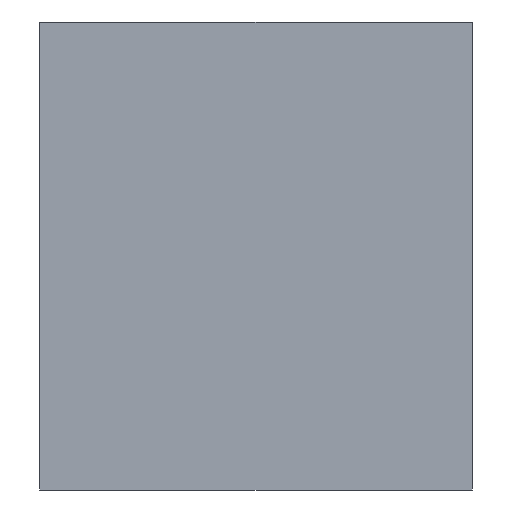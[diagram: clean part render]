
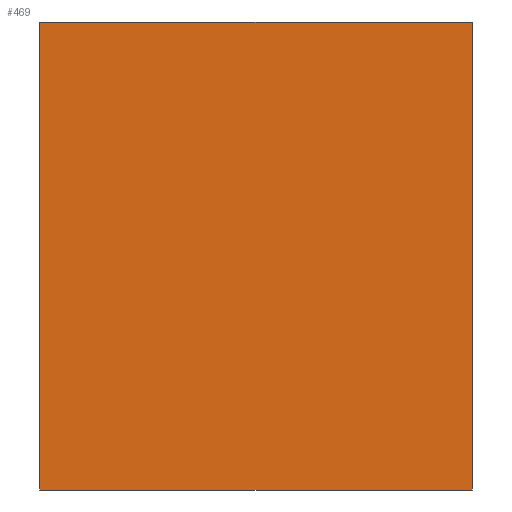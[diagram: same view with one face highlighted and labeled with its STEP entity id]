
A CAD part, front view. The second image highlights one B-rep face of the part: STEP entity #469.
In plain terms, the highlighted planar face has unit normal (0, -1, 0).
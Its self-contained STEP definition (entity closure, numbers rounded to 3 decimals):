
#19 = DIRECTION ( 'NONE',  ( 0., 0., 1. ) ) ;
#24 = DIRECTION ( 'NONE',  ( 1., 0., 0. ) ) ;
#30 = CARTESIAN_POINT ( 'NONE',  ( 0., 0., 0. ) ) ;
#57 = CARTESIAN_POINT ( 'NONE',  ( 0., 0., -40. ) ) ;
#64 = CARTESIAN_POINT ( 'NONE',  ( 37., 0., 0. ) ) ;
#71 = ORIENTED_EDGE ( 'NONE', *, *, #356, .F. ) ;
#110 = PLANE ( 'NONE',  #281 ) ;
#128 = EDGE_CURVE ( 'NONE', #163, #486, #371, .T. ) ;
#137 = LINE ( 'NONE', #395, #280 ) ;
#163 = VERTEX_POINT ( 'NONE', #30 ) ;
#197 = VERTEX_POINT ( 'NONE', #302 ) ;
#222 = CARTESIAN_POINT ( 'NONE',  ( 37., 0., 0. ) ) ;
#239 = VECTOR ( 'NONE', #24, 1000. ) ;
#280 = VECTOR ( 'NONE', #19, 1000. ) ;
#281 = AXIS2_PLACEMENT_3D ( 'NONE', #483, #370, #420 ) ;
#292 = LINE ( 'NONE', #435, #493 ) ;
#295 = EDGE_CURVE ( 'NONE', #486, #197, #354, .T. ) ;
#302 = CARTESIAN_POINT ( 'NONE',  ( 37., 0., -40. ) ) ;
#316 = EDGE_CURVE ( 'NONE', #363, #163, #137, .T. ) ;
#335 = FACE_OUTER_BOUND ( 'NONE', #347, .T. ) ;
#347 = EDGE_LOOP ( 'NONE', ( #466, #71, #440, #442 ) ) ;
#354 = LINE ( 'NONE', #222, #496 ) ;
#356 = EDGE_CURVE ( 'NONE', #197, #363, #292, .T. ) ;
#363 = VERTEX_POINT ( 'NONE', #57 ) ;
#370 = DIRECTION ( 'NONE',  ( 0., -1., 0. ) ) ;
#371 = LINE ( 'NONE', #446, #239 ) ;
#376 = DIRECTION ( 'NONE',  ( 0., 0., -1. ) ) ;
#395 = CARTESIAN_POINT ( 'NONE',  ( 0., 0., 0. ) ) ;
#420 = DIRECTION ( 'NONE',  ( 0., 0., -1. ) ) ;
#435 = CARTESIAN_POINT ( 'NONE',  ( 0., 0., -40. ) ) ;
#440 = ORIENTED_EDGE ( 'NONE', *, *, #295, .F. ) ;
#442 = ORIENTED_EDGE ( 'NONE', *, *, #128, .F. ) ;
#446 = CARTESIAN_POINT ( 'NONE',  ( 0., 0., 0. ) ) ;
#466 = ORIENTED_EDGE ( 'NONE', *, *, #316, .F. ) ;
#469 = ADVANCED_FACE ( 'NONE', ( #335 ), #110, .T. ) ;
#476 = DIRECTION ( 'NONE',  ( -1., 0., 0. ) ) ;
#483 = CARTESIAN_POINT ( 'NONE',  ( 0., 0., 0. ) ) ;
#486 = VERTEX_POINT ( 'NONE', #64 ) ;
#493 = VECTOR ( 'NONE', #476, 1000. ) ;
#496 = VECTOR ( 'NONE', #376, 1000. ) ;
